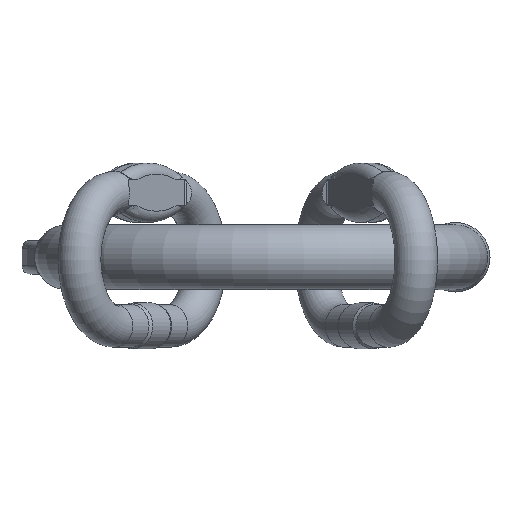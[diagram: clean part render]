
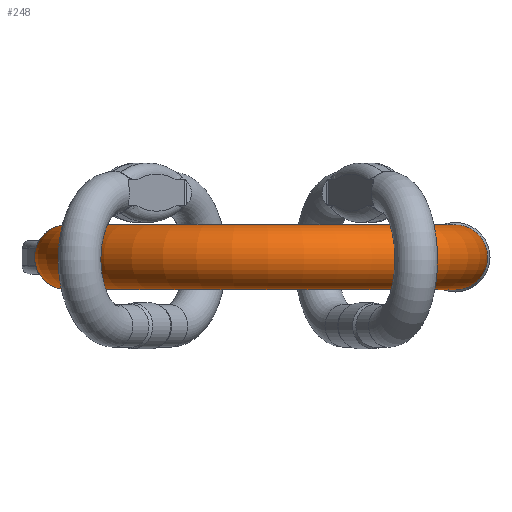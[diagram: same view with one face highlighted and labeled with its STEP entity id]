
A CAD part, front view. The second image highlights one B-rep face of the part: STEP entity #248.
In plain terms, the highlighted toroidal (fillet/blend) face has major radius 150 mm and minor radius 25 mm.
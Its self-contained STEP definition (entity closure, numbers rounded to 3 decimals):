
#228=TOROIDAL_SURFACE('',#2219,150.,25.);
#248=ADVANCED_FACE('',(#562,#563),#228,.T.);
#443=CIRCLE('',#2215,25.);
#445=CIRCLE('',#2218,25.);
#562=FACE_BOUND('',#608,.T.);
#563=FACE_BOUND('',#609,.T.);
#608=EDGE_LOOP('',(#901));
#609=EDGE_LOOP('',(#902));
#901=ORIENTED_EDGE('',*,*,#1761,.T.);
#902=ORIENTED_EDGE('',*,*,#1759,.F.);
#1547=VERTEX_POINT('',#3029);
#1549=VERTEX_POINT('',#3034);
#1759=EDGE_CURVE('',#1547,#1547,#443,.T.);
#1761=EDGE_CURVE('',#1549,#1549,#445,.T.);
#2215=AXIS2_PLACEMENT_3D('',#3028,#2452,#2453);
#2218=AXIS2_PLACEMENT_3D('',#3033,#2458,#2459);
#2219=AXIS2_PLACEMENT_3D('',#3035,#2460,#2461);
#2452=DIRECTION('',(0.,1.,0.));
#2453=DIRECTION('',(-1.,0.,0.));
#2458=DIRECTION('',(0.,-1.,0.));
#2459=DIRECTION('',(1.,0.,0.));
#2460=DIRECTION('',(0.,0.,1.));
#2461=DIRECTION('',(1.,0.,0.));
#3028=CARTESIAN_POINT('',(150.,-105.,0.));
#3029=CARTESIAN_POINT('',(125.,-105.,0.));
#3033=CARTESIAN_POINT('',(-150.,-105.,0.));
#3034=CARTESIAN_POINT('',(-125.,-105.,0.));
#3035=CARTESIAN_POINT('',(0.,-105.,0.));
